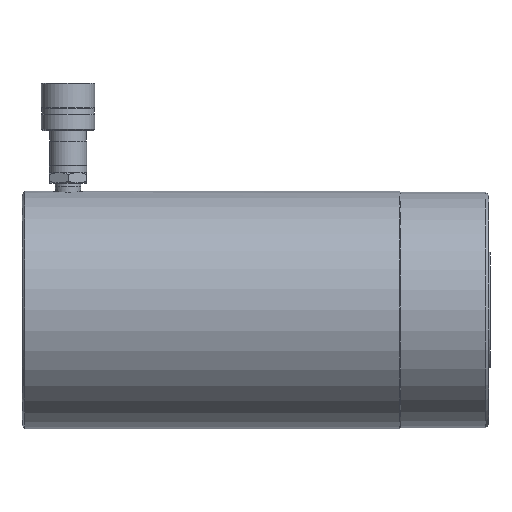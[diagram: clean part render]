
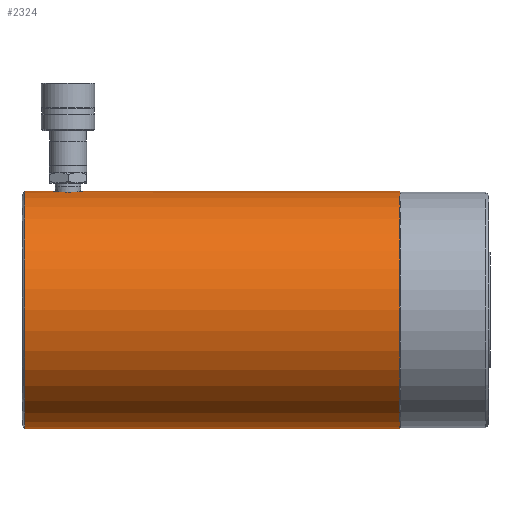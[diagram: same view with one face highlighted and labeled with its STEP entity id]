
A CAD part, front view. The second image highlights one B-rep face of the part: STEP entity #2324.
In plain terms, the highlighted cylindrical face has radius 80 mm (diameter 160 mm), a partial arc.
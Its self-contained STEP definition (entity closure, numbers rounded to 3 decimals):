
#27 = LINE ( 'NONE', #365, #5392 ) ;
#82 = VERTEX_POINT ( 'NONE', #1337 ) ;
#105 = EDGE_CURVE ( 'NONE', #6265, #7798, #4632, .T. ) ;
#145 = CARTESIAN_POINT ( 'NONE',  ( -5.761, 0., 0. ) ) ;
#270 = CARTESIAN_POINT ( 'NONE',  ( 29.562, -10.912, 79.252 ) ) ;
#365 = CARTESIAN_POINT ( 'NONE',  ( -5.761, 0., -80. ) ) ;
#374 = CARTESIAN_POINT ( 'NONE',  ( 27.458, -10.439, 79.316 ) ) ;
#437 = DIRECTION ( 'NONE',  ( -1., 0., 0. ) ) ;
#633 = CARTESIAN_POINT ( 'NONE',  ( 39.03, -7.526, 79.646 ) ) ;
#639 = CARTESIAN_POINT ( 'NONE',  ( 20.562, -3.545, 79.924 ) ) ;
#727 = CARTESIAN_POINT ( 'NONE',  ( 25.185, -9.344, 79.453 ) ) ;
#808 = VECTOR ( 'NONE', #7242, 1000. ) ;
#874 = AXIS2_PLACEMENT_3D ( 'NONE', #1385, #3695, #7801 ) ;
#1321 = CARTESIAN_POINT ( 'NONE',  ( 41.718, -2.498, 79.962 ) ) ;
#1337 = CARTESIAN_POINT ( 'NONE',  ( 254.345, 0., 80. ) ) ;
#1385 = CARTESIAN_POINT ( 'NONE',  ( 254.345, 0., 0. ) ) ;
#1419 = CARTESIAN_POINT ( 'NONE',  ( 34.545, -10.419, 79.319 ) ) ;
#1448 = CARTESIAN_POINT ( 'NONE',  ( 28.144, -10.647, 79.288 ) ) ;
#1858 = CARTESIAN_POINT ( 'NONE',  ( 20.976, -4.544, 79.872 ) ) ;
#1870 = CARTESIAN_POINT ( 'NONE',  ( 2., 0., 80. ) ) ;
#1885 = ORIENTED_EDGE ( 'NONE', *, *, #105, .F. ) ;
#2034 = EDGE_CURVE ( 'NONE', #3133, #7344, #2454, .T. ) ;
#2063 = CARTESIAN_POINT ( 'NONE',  ( 41.421, -3.539, 79.922 ) ) ;
#2083 = AXIS2_PLACEMENT_3D ( 'NONE', #145, #8458, #2362 ) ;
#2171 = CARTESIAN_POINT ( 'NONE',  ( 20.354, -2.86, 79.952 ) ) ;
#2324 = ADVANCED_FACE ( 'NONE', ( #4713 ), #5579, .T. ) ;
#2362 = DIRECTION ( 'NONE',  ( 0., 0., 1. ) ) ;
#2454 = B_SPLINE_CURVE_WITH_KNOTS ( 'NONE', 3,
 ( #7372, #2801, #5844, #1321, #7399, #2063, #6660, #3595, #8903, #8123, #8201, #6894, #633, #5207, #9719, #4437, #8969, #5951, #3074, #1419, #5984, #6125, #7623, #9683, #5173, #2589, #270, #3680, #1448, #374, #7490, #6469, #2989, #727, #4180, #8993, #3697, #5432, #5230, #5972, #9054, #1858, #639, #2171, #3423, #9743, #5262, #9463, #6050 ),
 .UNSPECIFIED., .F., .F.,
 ( 4, 2, 2, 2, 2, 2, 2, 2, 2, 1, 2, 2, 2, 2, 2, 2, 2, 2, 2, 2, 2, 2, 2, 2, 4 ),
 ( 0., 0.002, 0.003, 0.004, 0.006, 0.008, 0.009, 0.011, 0.012, 0.013, 0.014, 0.015, 0.017, 0.018, 0.019, 0.022, 0.023, 0.024, 0.026, 0.028, 0.029, 0.03, 0.032, 0.033, 0.034 ),
 .UNSPECIFIED. ) ;
#2589 = CARTESIAN_POINT ( 'NONE',  ( 30.285, -10.983, 79.243 ) ) ;
#2801 = CARTESIAN_POINT ( 'NONE',  ( 42., -0.728, 80. ) ) ;
#2989 = CARTESIAN_POINT ( 'NONE',  ( 25.493, -9.529, 79.431 ) ) ;
#3074 = CARTESIAN_POINT ( 'NONE',  ( 35.22, -10.177, 79.35 ) ) ;
#3133 = VERTEX_POINT ( 'NONE', #6668 ) ;
#3146 = EDGE_CURVE ( 'NONE', #82, #3133, #7214, .T. ) ;
#3423 = CARTESIAN_POINT ( 'NONE',  ( 20.142, -1.801, 79.981 ) ) ;
#3595 = CARTESIAN_POINT ( 'NONE',  ( 40.884, -4.881, 79.854 ) ) ;
#3680 = CARTESIAN_POINT ( 'NONE',  ( 29.203, -10.858, 79.26 ) ) ;
#3695 = DIRECTION ( 'NONE',  ( -1., 0., 0. ) ) ;
#3697 = CARTESIAN_POINT ( 'NONE',  ( 22.71, -7.266, 79.671 ) ) ;
#3828 = ORIENTED_EDGE ( 'NONE', *, *, #8634, .F. ) ;
#3990 = ORIENTED_EDGE ( 'NONE', *, *, #2034, .T. ) ;
#4180 = CARTESIAN_POINT ( 'NONE',  ( 24.292, -8.747, 79.521 ) ) ;
#4197 = CARTESIAN_POINT ( 'NONE',  ( -5.761, 0., 80. ) ) ;
#4434 = EDGE_LOOP ( 'NONE', ( #3828, #7845, #7354, #3990, #9475, #1885 ) ) ;
#4437 = CARTESIAN_POINT ( 'NONE',  ( 36.815, -9.345, 79.453 ) ) ;
#4441 = EDGE_CURVE ( 'NONE', #7344, #7798, #4848, .T. ) ;
#4632 = CIRCLE ( 'NONE', #7035, 80. ) ;
#4713 = FACE_OUTER_BOUND ( 'NONE', #4434, .T. ) ;
#4848 = LINE ( 'NONE', #4197, #808 ) ;
#5038 = CARTESIAN_POINT ( 'NONE',  ( 2., 0., -80. ) ) ;
#5118 = CARTESIAN_POINT ( 'NONE',  ( -5.761, 0., 80. ) ) ;
#5173 = CARTESIAN_POINT ( 'NONE',  ( 30.645, -11., 79.24 ) ) ;
#5207 = CARTESIAN_POINT ( 'NONE',  ( 38.27, -8.286, 79.571 ) ) ;
#5230 = CARTESIAN_POINT ( 'NONE',  ( 21.658, -5.818, 79.789 ) ) ;
#5233 = CIRCLE ( 'NONE', #874, 80. ) ;
#5234 = DIRECTION ( 'NONE',  ( -1., 0., 0. ) ) ;
#5262 = CARTESIAN_POINT ( 'NONE',  ( 20.018, -0.719, 79.998 ) ) ;
#5392 = VECTOR ( 'NONE', #5234, 1000. ) ;
#5432 = CARTESIAN_POINT ( 'NONE',  ( 22.255, -6.711, 79.72 ) ) ;
#5579 = CYLINDRICAL_SURFACE ( 'NONE', #2083, 80. ) ;
#5668 = VECTOR ( 'NONE', #6827, 1000. ) ;
#5844 = CARTESIAN_POINT ( 'NONE',  ( 41.928, -1.443, 79.99 ) ) ;
#5951 = CARTESIAN_POINT ( 'NONE',  ( 35.868, -9.871, 79.389 ) ) ;
#5972 = CARTESIAN_POINT ( 'NONE',  ( 21.473, -5.51, 79.811 ) ) ;
#5984 = CARTESIAN_POINT ( 'NONE',  ( 33.856, -10.629, 79.291 ) ) ;
#6050 = CARTESIAN_POINT ( 'NONE',  ( 20., 0., 80. ) ) ;
#6054 = CARTESIAN_POINT ( 'NONE',  ( 254.345, 0., -80. ) ) ;
#6125 = CARTESIAN_POINT ( 'NONE',  ( 33.502, -10.718, 79.279 ) ) ;
#6265 = VERTEX_POINT ( 'NONE', #5038 ) ;
#6469 = CARTESIAN_POINT ( 'NONE',  ( 26.129, -9.869, 79.389 ) ) ;
#6526 = CARTESIAN_POINT ( 'NONE',  ( 2., 0., 0. ) ) ;
#6648 = DIRECTION ( 'NONE',  ( 0., 0., 1. ) ) ;
#6660 = CARTESIAN_POINT ( 'NONE',  ( 41.298, -3.882, 79.906 ) ) ;
#6668 = CARTESIAN_POINT ( 'NONE',  ( 42., 0., 80. ) ) ;
#6827 = DIRECTION ( 'NONE',  ( -1., 0., 0. ) ) ;
#6894 = CARTESIAN_POINT ( 'NONE',  ( 39.272, -7.26, 79.67 ) ) ;
#7035 = AXIS2_PLACEMENT_3D ( 'NONE', #6526, #437, #6648 ) ;
#7214 = LINE ( 'NONE', #5118, #5668 ) ;
#7242 = DIRECTION ( 'NONE',  ( -1., 0., 0. ) ) ;
#7344 = VERTEX_POINT ( 'NONE', #9316 ) ;
#7354 = ORIENTED_EDGE ( 'NONE', *, *, #3146, .T. ) ;
#7372 = CARTESIAN_POINT ( 'NONE',  ( 42., 0., 80. ) ) ;
#7399 = CARTESIAN_POINT ( 'NONE',  ( 41.631, -2.847, 79.95 ) ) ;
#7490 = CARTESIAN_POINT ( 'NONE',  ( 26.459, -10.025, 79.369 ) ) ;
#7538 = EDGE_CURVE ( 'NONE', #8885, #82, #5233, .T. ) ;
#7623 = CARTESIAN_POINT ( 'NONE',  ( 32.437, -10.93, 79.25 ) ) ;
#7798 = VERTEX_POINT ( 'NONE', #1870 ) ;
#7801 = DIRECTION ( 'NONE',  ( 0., 0., 1. ) ) ;
#7845 = ORIENTED_EDGE ( 'NONE', *, *, #7538, .T. ) ;
#8123 = CARTESIAN_POINT ( 'NONE',  ( 39.947, -6.409, 79.743 ) ) ;
#8201 = CARTESIAN_POINT ( 'NONE',  ( 39.731, -6.701, 79.719 ) ) ;
#8458 = DIRECTION ( 'NONE',  ( -1., 0., 0. ) ) ;
#8634 = EDGE_CURVE ( 'NONE', #8885, #6265, #27, .T. ) ;
#8885 = VERTEX_POINT ( 'NONE', #6054 ) ;
#8903 = CARTESIAN_POINT ( 'NONE',  ( 40.546, -5.513, 79.812 ) ) ;
#8969 = CARTESIAN_POINT ( 'NONE',  ( 36.503, -9.532, 79.43 ) ) ;
#8993 = CARTESIAN_POINT ( 'NONE',  ( 23.735, -8.292, 79.571 ) ) ;
#9054 = CARTESIAN_POINT ( 'NONE',  ( 21.132, -4.874, 79.852 ) ) ;
#9316 = CARTESIAN_POINT ( 'NONE',  ( 20., 0., 80. ) ) ;
#9463 = CARTESIAN_POINT ( 'NONE',  ( 20., -0.359, 80. ) ) ;
#9475 = ORIENTED_EDGE ( 'NONE', *, *, #4441, .T. ) ;
#9683 = CARTESIAN_POINT ( 'NONE',  ( 31.722, -11., 79.24 ) ) ;
#9719 = CARTESIAN_POINT ( 'NONE',  ( 37.716, -8.741, 79.522 ) ) ;
#9743 = CARTESIAN_POINT ( 'NONE',  ( 20.089, -1.442, 79.988 ) ) ;
